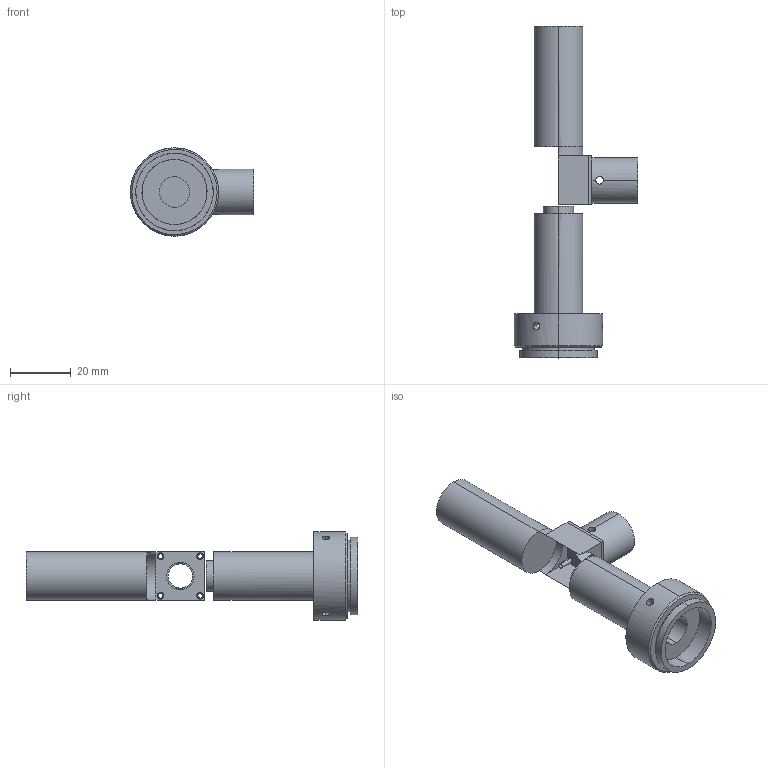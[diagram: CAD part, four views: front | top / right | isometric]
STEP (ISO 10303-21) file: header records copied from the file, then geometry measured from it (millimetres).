
FILE_DESCRIPTION (( 'STEP AP203' ), '1' );
FILE_NAME ('XF-T1X110D-Y11-1.STEP', '2024-03-04T05:42:06', ( '' ), ( '' ), 'SwSTEP 2.0', 'SolidWorks 2022', '' );
FILE_SCHEMA (( 'CONFIG_CONTROL_DESIGN' ));
Length unit declared in the file: millimetre
Products named in the file (1): XF-T1X110D-Y11-1
Bounding box: 40.5 x 109.06 x 29 mm (x, y, z)
Surface area: 13138.6 mm2 (no closed solid volume)
Topology: 0 solids, 8 shells, 88 faces, 224 edges, 147 vertices
Faces by surface type: cylinder 55, plane 29, cone 2, sphere 2
Entity records: 5100 total; most frequent: CARTESIAN_POINT 3336, ORIENTED_EDGE 404, B_SPLINE_CURVE_WITH_KNOTS 226, EDGE_CURVE 226, DIRECTION 178, VERTEX_POINT 149, EDGE_LOOP 115, AXIS2_PLACEMENT_3D 89
